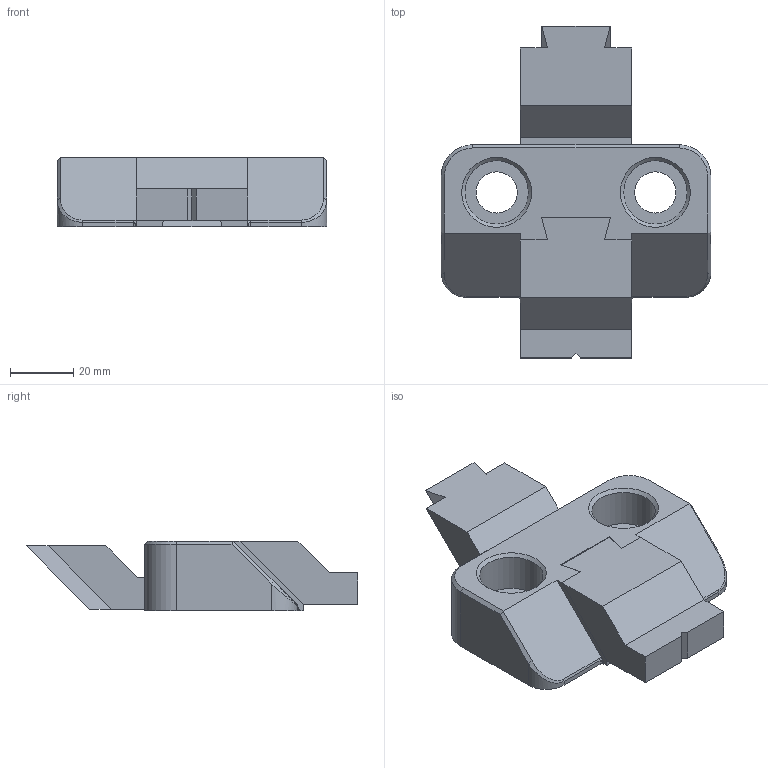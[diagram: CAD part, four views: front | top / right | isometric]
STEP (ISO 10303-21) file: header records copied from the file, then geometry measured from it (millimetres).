
FILE_DESCRIPTION( ( 'Unknown' ), '1' );
FILE_NAME( 'CP39-1285-S.stp', 'Unknown', ( 'Unknown' ), ( 'Unknown' ), 'XStep 1.0', 'Unknown', ' ' );
FILE_SCHEMA( ( 'CONFIG_CONTROL_DESIGN' ) );
Length unit declared in the file: millimetre
Products named in the file (3): Assem1; 1; 2
Bounding box: 85 x 104.55 x 22 mm (x, y, z)
Volume: 152236.9 mm3; surface area: 38384 mm2
Topology: 4 solids, 4 shells, 124 faces, 320 edges, 208 vertices
Faces by surface type: plane 84, cylinder 20, cone 12, bspline 8
Full cylindrical faces by diameter (mm): 13 x4, 20 x4
Entity records: 2049 total; most frequent: CARTESIAN_POINT 506, ORIENTED_EDGE 288, DIRECTION 270, EDGE_CURVE 144, LINE 104, VECTOR 104, VERTEX_POINT 96, AXIS2_PLACEMENT_3D 83
